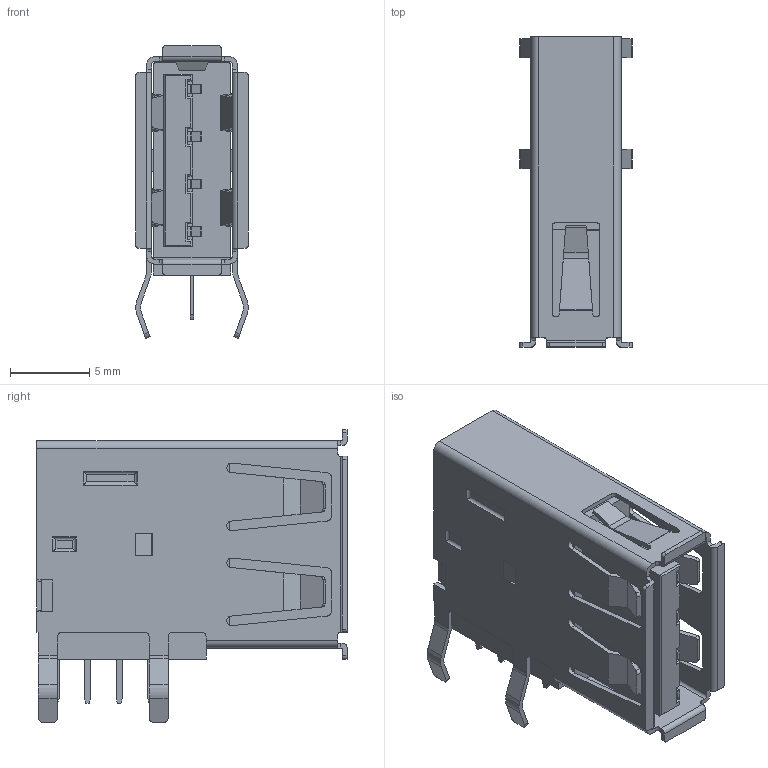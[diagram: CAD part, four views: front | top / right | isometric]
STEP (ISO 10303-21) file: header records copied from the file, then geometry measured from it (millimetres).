
FILE_DESCRIPTION(/* description */ (''),/* implementation_level */ '2;1');
FILE_NAME(/* name */ 'USB-226-BRY.step',/* time_stamp */ '2023-04-23T21:43:19+02:00',/* author */ (''),/* organization */ (''),/* preprocessor_version */ 'ST-DEVELOPER v19.2',/* originating_system */ 'Autodesk Translation Framework v12.4.0.73',/* authorisation */ '');
FILE_SCHEMA (('AUTOMOTIVE_DESIGN { 1 0 10303 214 3 1 1 }'));
Length unit declared in the file: millimetre
Products named in the file (4): USB-226-BRY; USB1; USB-A-TH_USB-226-BRY; COMPOUND (1)
Assembly tree (3 placements, depth 4):
  USB-226-BRY
    USB1
      USB-A-TH_USB-226-BRY
        COMPOUND (1)
Bounding box: 7.1 x 19.6 x 18.5 mm (x, y, z)
Volume: 1103.4 mm3; surface area: 2310.9 mm2
Topology: 24 solids, 24 shells, 763 faces, 2072 edges, 1368 vertices
Faces by surface type: plane 502, cylinder 149, bspline 112
Entity records: 25982 total; most frequent: CARTESIAN_POINT 6056, ORIENTED_EDGE 4144, DIRECTION 3612, EDGE_CURVE 2072, LINE 1564, VECTOR 1564, VERTEX_POINT 1368, AXIS2_PLACEMENT_3D 1024
